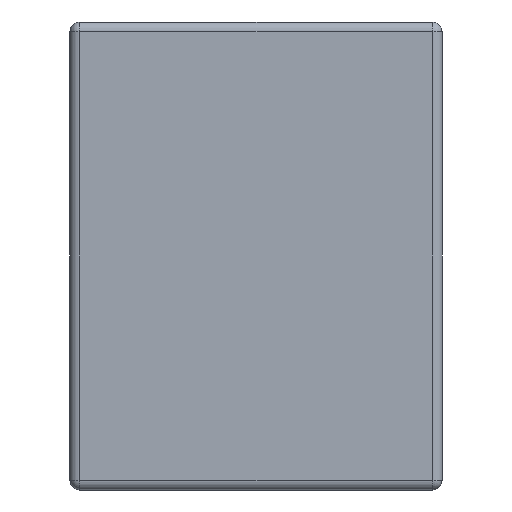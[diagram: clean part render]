
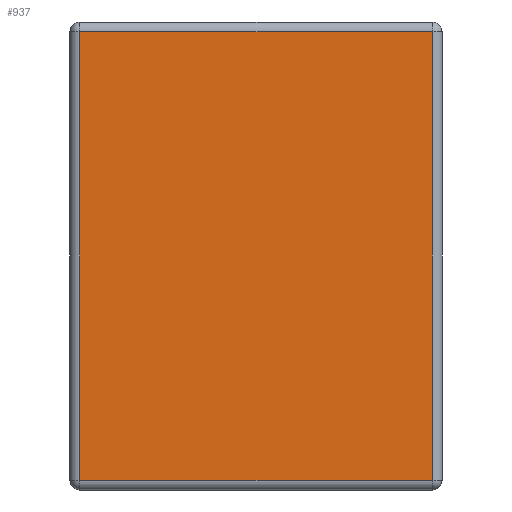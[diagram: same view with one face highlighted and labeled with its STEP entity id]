
A CAD part, left-side view. The second image highlights one B-rep face of the part: STEP entity #937.
In plain terms, the highlighted planar face has unit normal (-1, 0, 0).
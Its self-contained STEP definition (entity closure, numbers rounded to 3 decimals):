
#118 = CARTESIAN_POINT ( 'NONE',  ( 0., 0., -2.154 ) ) ;
#363 = VECTOR ( 'NONE', #3423, 1000. ) ;
#390 = EDGE_LOOP ( 'NONE', ( #3593, #4011, #2984, #3492 ) ) ;
#452 = CARTESIAN_POINT ( 'NONE',  ( 0., 1.704, -2.154 ) ) ;
#865 = DIRECTION ( 'NONE',  ( 0., -1., 0. ) ) ;
#880 = CARTESIAN_POINT ( 'NONE',  ( 0., 1.75, -0.046 ) ) ;
#937 = ADVANCED_FACE ( 'NONE', ( #4544 ), #1321, .T. ) ;
#1264 = DIRECTION ( 'NONE',  ( 0., 1., 0. ) ) ;
#1297 = VERTEX_POINT ( 'NONE', #452 ) ;
#1321 = PLANE ( 'NONE',  #2066 ) ;
#1442 = LINE ( 'NONE', #880, #2193 ) ;
#1532 = EDGE_CURVE ( 'NONE', #1719, #4501, #3218, .T. ) ;
#1635 = DIRECTION ( 'NONE',  ( 0., 0., -1. ) ) ;
#1719 = VERTEX_POINT ( 'NONE', #1846 ) ;
#1824 = VERTEX_POINT ( 'NONE', #2939 ) ;
#1846 = CARTESIAN_POINT ( 'NONE',  ( 0., 0.046, -2.154 ) ) ;
#2000 = LINE ( 'NONE', #3694, #3204 ) ;
#2066 = AXIS2_PLACEMENT_3D ( 'NONE', #3775, #2373, #3081 ) ;
#2193 = VECTOR ( 'NONE', #1264, 1000. ) ;
#2373 = DIRECTION ( 'NONE',  ( -1., 0., 0. ) ) ;
#2439 = VECTOR ( 'NONE', #865, 1000. ) ;
#2519 = CARTESIAN_POINT ( 'NONE',  ( 0., 0.046, -0.046 ) ) ;
#2628 = EDGE_CURVE ( 'NONE', #1297, #1719, #3769, .T. ) ;
#2909 = EDGE_CURVE ( 'NONE', #4501, #1824, #1442, .T. ) ;
#2939 = CARTESIAN_POINT ( 'NONE',  ( 0., 1.704, -0.046 ) ) ;
#2984 = ORIENTED_EDGE ( 'NONE', *, *, #2909, .T. ) ;
#3081 = DIRECTION ( 'NONE',  ( 0., 0., 1. ) ) ;
#3204 = VECTOR ( 'NONE', #1635, 1000. ) ;
#3218 = LINE ( 'NONE', #3807, #363 ) ;
#3423 = DIRECTION ( 'NONE',  ( 0., 0., 1. ) ) ;
#3492 = ORIENTED_EDGE ( 'NONE', *, *, #4045, .T. ) ;
#3593 = ORIENTED_EDGE ( 'NONE', *, *, #2628, .T. ) ;
#3694 = CARTESIAN_POINT ( 'NONE',  ( 0., 1.704, -2.2 ) ) ;
#3769 = LINE ( 'NONE', #118, #2439 ) ;
#3775 = CARTESIAN_POINT ( 'NONE',  ( 0., 0., 0. ) ) ;
#3807 = CARTESIAN_POINT ( 'NONE',  ( 0., 0.046, 0. ) ) ;
#4011 = ORIENTED_EDGE ( 'NONE', *, *, #1532, .T. ) ;
#4045 = EDGE_CURVE ( 'NONE', #1824, #1297, #2000, .T. ) ;
#4501 = VERTEX_POINT ( 'NONE', #2519 ) ;
#4544 = FACE_OUTER_BOUND ( 'NONE', #390, .T. ) ;
